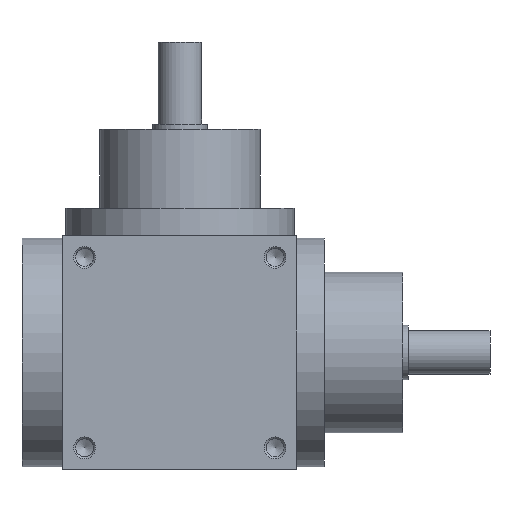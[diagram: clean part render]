
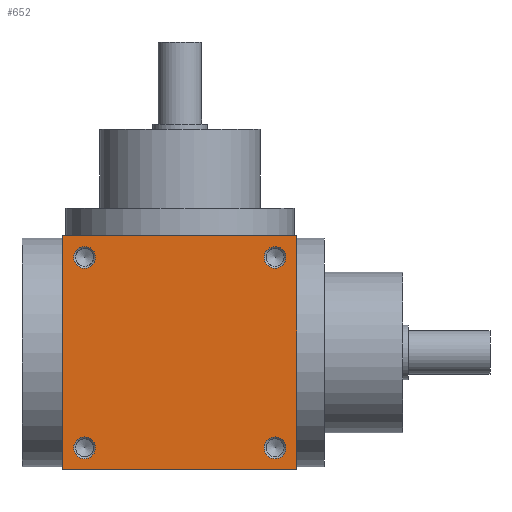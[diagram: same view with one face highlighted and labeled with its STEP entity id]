
A CAD part, front view. The second image highlights one B-rep face of the part: STEP entity #652.
In plain terms, the highlighted planar face has unit normal (0, -1, 0).
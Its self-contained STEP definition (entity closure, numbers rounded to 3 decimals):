
#652 = ADVANCED_FACE( '', ( #1509, #1510, #1511, #1512, #1513 ), #1514, .F. );
#1509 = FACE_BOUND( '', #2592, .T. );
#1510 = FACE_BOUND( '', #2593, .T. );
#1511 = FACE_BOUND( '', #2594, .T. );
#1512 = FACE_BOUND( '', #2595, .T. );
#1513 = FACE_OUTER_BOUND( '', #2596, .T. );
#1514 = PLANE( '', #2597 );
#2592 = EDGE_LOOP( '', ( #4286 ) );
#2593 = EDGE_LOOP( '', ( #4287 ) );
#2594 = EDGE_LOOP( '', ( #4288 ) );
#2595 = EDGE_LOOP( '', ( #4289 ) );
#2596 = EDGE_LOOP( '', ( #4290, #4291, #4292, #4293 ) );
#2597 = AXIS2_PLACEMENT_3D( '', #4294, #4295, #4296 );
#4286 = ORIENTED_EDGE( '', *, *, #6046, .T. );
#4287 = ORIENTED_EDGE( '', *, *, #5931, .T. );
#4288 = ORIENTED_EDGE( '', *, *, #6047, .F. );
#4289 = ORIENTED_EDGE( '', *, *, #5935, .F. );
#4290 = ORIENTED_EDGE( '', *, *, #6048, .T. );
#4291 = ORIENTED_EDGE( '', *, *, #6049, .F. );
#4292 = ORIENTED_EDGE( '', *, *, #5639, .F. );
#4293 = ORIENTED_EDGE( '', *, *, #6050, .T. );
#4294 = CARTESIAN_POINT( '', ( -43., -43., 43. ) );
#4295 = DIRECTION( '', ( 0., 1., 0. ) );
#4296 = DIRECTION( '', ( 0., 0., 1. ) );
#5639 = EDGE_CURVE( '', #6651, #6653, #6654, .T. );
#5931 = EDGE_CURVE( '', #7105, #7105, #7106, .T. );
#5935 = EDGE_CURVE( '', #7111, #7111, #7112, .T. );
#6046 = EDGE_CURVE( '', #7268, #7268, #7269, .T. );
#6047 = EDGE_CURVE( '', #7270, #7270, #7271, .T. );
#6048 = EDGE_CURVE( '', #7272, #7273, #7274, .T. );
#6049 = EDGE_CURVE( '', #6653, #7273, #7275, .T. );
#6050 = EDGE_CURVE( '', #6651, #7272, #7276, .T. );
#6651 = VERTEX_POINT( '', #8023 );
#6653 = VERTEX_POINT( '', #8026 );
#6654 = LINE( '', #8027, #8028 );
#7105 = VERTEX_POINT( '', #8655 );
#7106 = CIRCLE( '', #8656, 4. );
#7111 = VERTEX_POINT( '', #8661 );
#7112 = CIRCLE( '', #8662, 4. );
#7268 = VERTEX_POINT( '', #8858 );
#7269 = CIRCLE( '', #8859, 4. );
#7270 = VERTEX_POINT( '', #8860 );
#7271 = CIRCLE( '', #8861, 4. );
#7272 = VERTEX_POINT( '', #8862 );
#7273 = VERTEX_POINT( '', #8863 );
#7274 = LINE( '', #8864, #8865 );
#7275 = LINE( '', #8866, #8867 );
#7276 = LINE( '', #8868, #8869 );
#8023 = CARTESIAN_POINT( '', ( -43., -43., 43. ) );
#8026 = CARTESIAN_POINT( '', ( 43., -43., 43. ) );
#8027 = CARTESIAN_POINT( '', ( -43., -43., 43. ) );
#8028 = VECTOR( '', #9574, 1000. );
#8655 = CARTESIAN_POINT( '', ( -35., -43., 39. ) );
#8656 = AXIS2_PLACEMENT_3D( '', #9962, #9963, #9964 );
#8661 = CARTESIAN_POINT( '', ( 35., -43., 31. ) );
#8662 = AXIS2_PLACEMENT_3D( '', #9968, #9969, #9970 );
#8858 = CARTESIAN_POINT( '', ( -35., -43., -31. ) );
#8859 = AXIS2_PLACEMENT_3D( '', #10110, #10111, #10112 );
#8860 = CARTESIAN_POINT( '', ( 35., -43., -39. ) );
#8861 = AXIS2_PLACEMENT_3D( '', #10113, #10114, #10115 );
#8862 = CARTESIAN_POINT( '', ( -43., -43., -43. ) );
#8863 = CARTESIAN_POINT( '', ( 43., -43., -43. ) );
#8864 = CARTESIAN_POINT( '', ( -43., -43., -43. ) );
#8865 = VECTOR( '', #10116, 1000. );
#8866 = CARTESIAN_POINT( '', ( 43., -43., 43. ) );
#8867 = VECTOR( '', #10117, 1000. );
#8868 = CARTESIAN_POINT( '', ( -43., -43., 43. ) );
#8869 = VECTOR( '', #10118, 1000. );
#9574 = DIRECTION( '', ( 1., 0., 0. ) );
#9962 = CARTESIAN_POINT( '', ( -35., -43., 35. ) );
#9963 = DIRECTION( '', ( 0., 1., 0. ) );
#9964 = DIRECTION( '', ( 0., 0., 1. ) );
#9968 = CARTESIAN_POINT( '', ( 35., -43., 35. ) );
#9969 = DIRECTION( '', ( 0., -1., 0. ) );
#9970 = DIRECTION( '', ( 0., 0., -1. ) );
#10110 = CARTESIAN_POINT( '', ( -35., -43., -35. ) );
#10111 = DIRECTION( '', ( 0., 1., 0. ) );
#10112 = DIRECTION( '', ( 0., 0., 1. ) );
#10113 = CARTESIAN_POINT( '', ( 35., -43., -35. ) );
#10114 = DIRECTION( '', ( 0., -1., 0. ) );
#10115 = DIRECTION( '', ( 0., 0., -1. ) );
#10116 = DIRECTION( '', ( 1., 0., 0. ) );
#10117 = DIRECTION( '', ( 0., 0., -1. ) );
#10118 = DIRECTION( '', ( 0., 0., -1. ) );
